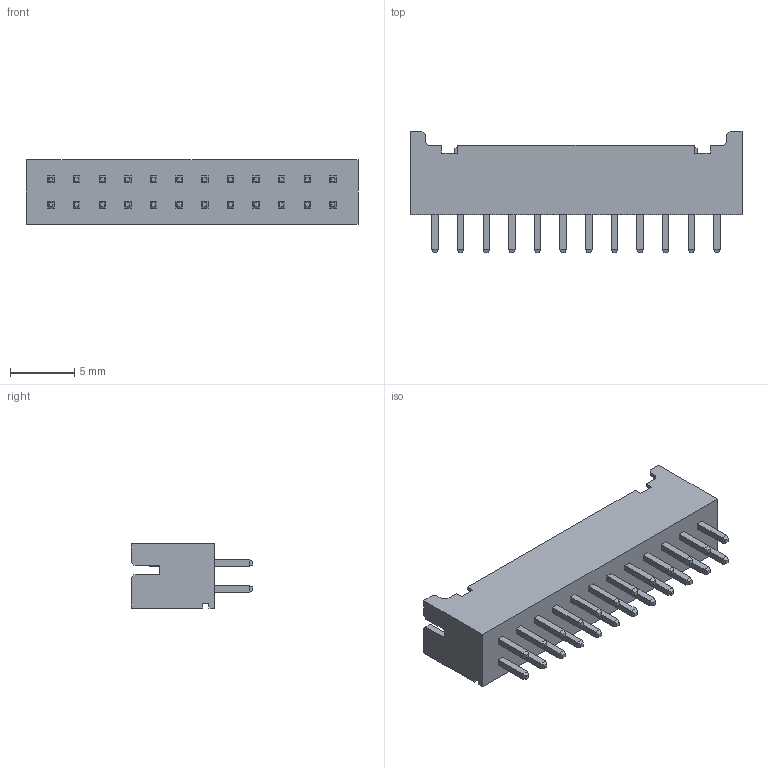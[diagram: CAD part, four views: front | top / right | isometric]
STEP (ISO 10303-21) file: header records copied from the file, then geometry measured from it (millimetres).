
FILE_DESCRIPTION (( 'STEP AP214' ), '1' );
FILE_NAME ('B24B-PHDSS-B(LF)(SN).STEP', '2024-01-10T22:24:27', ( '' ), ( '' ), 'SwSTEP 2.0', 'SolidWorks 2021', '' );
FILE_SCHEMA (( 'AUTOMOTIVE_DESIGN' ));
Length unit declared in the file: millimetre
Products named in the file (3): B24B-PHDSS-B(LF)(SN); BxB-PHDSS_24; pin^BxB-PHDSS ass
Assembly tree (25 placements, depth 2):
  B24B-PHDSS-B(LF)(SN)
    BxB-PHDSS_24
    pin^BxB-PHDSS ass  x24
Bounding box: 25.9 x 9.5 x 5 mm (x, y, z)
Volume: 317.1 mm3; surface area: 1310.9 mm2
Topology: 25 solids, 25 shells, 506 faces, 1173 edges, 718 vertices
Faces by surface type: plane 506
Entity records: 6287 total; most frequent: CARTESIAN_POINT 1091, ORIENTED_EDGE 1058, DIRECTION 953, VECTOR 529, LINE 529, EDGE_CURVE 529, VERTEX_POINT 350, EDGE_LOOP 237
